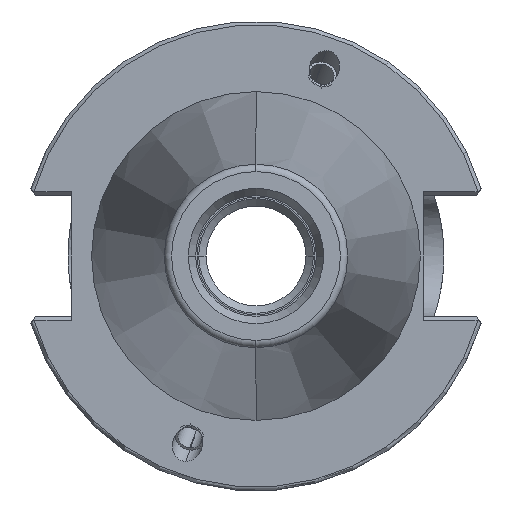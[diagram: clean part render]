
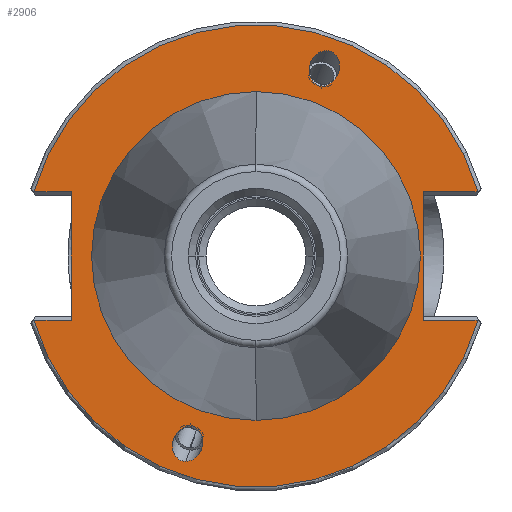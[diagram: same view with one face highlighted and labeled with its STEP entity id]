
A CAD part, left-side view. The second image highlights one B-rep face of the part: STEP entity #2906.
In plain terms, the highlighted planar face has unit normal (-1, 0, 0).
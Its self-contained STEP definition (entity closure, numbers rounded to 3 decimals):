
#116=CARTESIAN_POINT('',(3.175,0.,0.));
#117=DIRECTION('',(1.,0.,0.));
#118=DIRECTION('',(0.,1.,0.));
#119=AXIS2_PLACEMENT_3D('',#116,#117,#118);
#121=CARTESIAN_POINT('',(3.175,0.,0.));
#122=DIRECTION('',(1.,0.,0.));
#123=DIRECTION('',(0.,-1.,0.));
#124=AXIS2_PLACEMENT_3D('',#121,#122,#123);
#126=CARTESIAN_POINT('',(3.175,9.498,-27.766));
#127=CARTESIAN_POINT('',(3.175,9.257,-27.766));
#128=CARTESIAN_POINT('',(3.175,8.727,-27.663));
#129=CARTESIAN_POINT('',(3.175,7.941,-27.117));
#130=CARTESIAN_POINT('',(3.175,7.379,-26.257));
#131=CARTESIAN_POINT('',(3.175,7.151,-25.372));
#132=CARTESIAN_POINT('',(3.175,7.185,-24.486));
#133=CARTESIAN_POINT('',(3.175,7.557,-23.627));
#134=CARTESIAN_POINT('',(3.175,8.223,-23.08));
#135=CARTESIAN_POINT('',(3.175,8.731,-22.978));
#136=CARTESIAN_POINT('',(3.175,8.971,-22.978));
#138=CARTESIAN_POINT('',(3.175,8.971,-22.978));
#139=CARTESIAN_POINT('',(3.175,9.212,-22.978));
#140=CARTESIAN_POINT('',(3.175,9.742,-23.08));
#141=CARTESIAN_POINT('',(3.175,10.528,-23.627));
#142=CARTESIAN_POINT('',(3.175,11.09,-24.486));
#143=CARTESIAN_POINT('',(3.175,11.318,-25.372));
#144=CARTESIAN_POINT('',(3.175,11.284,-26.257));
#145=CARTESIAN_POINT('',(3.175,10.912,-27.117));
#146=CARTESIAN_POINT('',(3.175,10.246,-27.663));
#147=CARTESIAN_POINT('',(3.175,9.738,-27.766));
#148=CARTESIAN_POINT('',(3.175,9.498,-27.766));
#150=CARTESIAN_POINT('',(3.175,-9.498,27.766));
#151=CARTESIAN_POINT('',(3.175,-9.257,27.766));
#152=CARTESIAN_POINT('',(3.175,-8.727,27.663));
#153=CARTESIAN_POINT('',(3.175,-7.941,27.117));
#154=CARTESIAN_POINT('',(3.175,-7.379,26.257));
#155=CARTESIAN_POINT('',(3.175,-7.151,25.372));
#156=CARTESIAN_POINT('',(3.175,-7.185,24.486));
#157=CARTESIAN_POINT('',(3.175,-7.557,23.627));
#158=CARTESIAN_POINT('',(3.175,-8.223,23.08));
#159=CARTESIAN_POINT('',(3.175,-8.731,22.978));
#160=CARTESIAN_POINT('',(3.175,-8.971,22.978));
#162=CARTESIAN_POINT('',(3.175,-8.971,22.978));
#163=CARTESIAN_POINT('',(3.175,-9.212,22.978));
#164=CARTESIAN_POINT('',(3.175,-9.742,23.08));
#165=CARTESIAN_POINT('',(3.175,-10.528,23.627));
#166=CARTESIAN_POINT('',(3.175,-11.09,24.486));
#167=CARTESIAN_POINT('',(3.175,-11.318,25.372));
#168=CARTESIAN_POINT('',(3.175,-11.284,26.257));
#169=CARTESIAN_POINT('',(3.175,-10.912,27.117));
#170=CARTESIAN_POINT('',(3.175,-10.246,27.663));
#171=CARTESIAN_POINT('',(3.175,-9.738,27.766));
#172=CARTESIAN_POINT('',(3.175,-9.498,27.766));
#174=DIRECTION('',(0.,-1.,0.));
#175=VECTOR('',#174,5.017);
#176=CARTESIAN_POINT('',(3.175,30.017,8.69));
#177=LINE('',#176,#175);
#178=DIRECTION('',(0.,-1.,0.));
#179=VECTOR('',#178,7.417);
#180=CARTESIAN_POINT('',(3.175,-22.6,8.69));
#181=LINE('',#180,#179);
#182=DIRECTION('',(0.,1.,0.));
#183=VECTOR('',#182,7.417);
#184=CARTESIAN_POINT('',(3.175,-30.017,-8.69));
#185=LINE('',#184,#183);
#186=DIRECTION('',(0.,1.,0.));
#187=VECTOR('',#186,5.017);
#188=CARTESIAN_POINT('',(3.175,25.,-8.69));
#189=LINE('',#188,#187);
#632=CARTESIAN_POINT('',(3.175,0.,0.));
#633=DIRECTION('',(-1.,0.,0.));
#634=DIRECTION('',(0.,-0.961,0.278));
#635=AXIS2_PLACEMENT_3D('',#632,#633,#634);
#1201=DIRECTION('',(0.,0.,-1.));
#1202=VECTOR('',#1201,17.38);
#1203=CARTESIAN_POINT('',(3.175,25.,8.69));
#1204=LINE('',#1203,#1202);
#1275=CARTESIAN_POINT('',(3.175,0.,0.));
#1276=DIRECTION('',(-1.,0.,0.));
#1277=DIRECTION('',(0.,0.961,-0.278));
#1278=AXIS2_PLACEMENT_3D('',#1275,#1276,#1277);
#2318=DIRECTION('',(0.,0.,1.));
#2319=VECTOR('',#2318,17.38);
#2320=CARTESIAN_POINT('',(3.175,-22.6,-8.69));
#2321=LINE('',#2320,#2319);
#2404=CARTESIAN_POINT('',(3.175,22.2,0.));
#2405=CARTESIAN_POINT('',(3.175,-22.2,0.));
#2406=VERTEX_POINT('',#2404);
#2407=VERTEX_POINT('',#2405);
#2470=VERTEX_POINT('',#126);
#2471=VERTEX_POINT('',#136);
#2504=CARTESIAN_POINT('',(3.175,30.017,8.69));
#2505=CARTESIAN_POINT('',(3.175,25.,8.69));
#2506=VERTEX_POINT('',#2504);
#2507=VERTEX_POINT('',#2505);
#2512=CARTESIAN_POINT('',(3.175,25.,-8.69));
#2513=CARTESIAN_POINT('',(3.175,30.017,-8.69));
#2514=VERTEX_POINT('',#2512);
#2515=VERTEX_POINT('',#2513);
#2520=CARTESIAN_POINT('',(3.175,-22.6,8.69));
#2521=CARTESIAN_POINT('',(3.175,-30.017,8.69));
#2522=VERTEX_POINT('',#2520);
#2523=VERTEX_POINT('',#2521);
#2528=CARTESIAN_POINT('',(3.175,-30.017,
-8.69));
#2529=CARTESIAN_POINT('',(3.175,-22.6,-8.69));
#2530=VERTEX_POINT('',#2528);
#2531=VERTEX_POINT('',#2529);
#2550=CARTESIAN_POINT('',(3.175,-9.498,27.766));
#2551=VERTEX_POINT('',#2550);
#2552=CARTESIAN_POINT('',(3.175,-8.971,22.978));
#2553=VERTEX_POINT('',#2552);
#2867=CARTESIAN_POINT('',(3.175,0.,0.));
#2868=DIRECTION('',(1.,0.,0.));
#2869=DIRECTION('',(0.,0.,1.));
#2870=AXIS2_PLACEMENT_3D('',#2867,#2868,#2869);
#2871=PLANE('',#2870);
#2873=ORIENTED_EDGE('',*,*,#2872,.F.);
#2875=ORIENTED_EDGE('',*,*,#2874,.F.);
#2877=ORIENTED_EDGE('',*,*,#2876,.F.);
#2879=ORIENTED_EDGE('',*,*,#2878,.F.);
#2881=ORIENTED_EDGE('',*,*,#2880,.F.);
#2883=ORIENTED_EDGE('',*,*,#2882,.F.);
#2885=ORIENTED_EDGE('',*,*,#2884,.F.);
#2887=ORIENTED_EDGE('',*,*,#2886,.F.);
#2888=EDGE_LOOP('',(#2873,#2875,#2877,#2879,#2881,#2883,#2885,#2887));
#2889=FACE_OUTER_BOUND('',#2888,.F.);
#2891=ORIENTED_EDGE('',*,*,#2890,.T.);
#2893=ORIENTED_EDGE('',*,*,#2892,.T.);
#2894=EDGE_LOOP('',(#2891,#2893));
#2895=FACE_BOUND('',#2894,.F.);
#2897=ORIENTED_EDGE('',*,*,#2896,.T.);
#2899=ORIENTED_EDGE('',*,*,#2898,.T.);
#2900=EDGE_LOOP('',(#2897,#2899));
#2901=FACE_BOUND('',#2900,.F.);
#2902=ORIENTED_EDGE('',*,*,#2820,.F.);
#2903=ORIENTED_EDGE('',*,*,#2835,.F.);
#2904=EDGE_LOOP('',(#2902,#2903));
#2905=FACE_BOUND('',#2904,.F.);
#2906=ADVANCED_FACE('',(#2889,#2895,#2901,#2905),#2871,.F.);
#120=CIRCLE('',#119,22.2);
#125=CIRCLE('',#124,22.2);
#137=B_SPLINE_CURVE_WITH_KNOTS('',3,(#126,#127,#128,#129,#130,#131,#132,#133,
#134,#135,#136),.UNSPECIFIED.,.F.,.F.,(4,1,1,1,1,1,1,1,4),(0.,0.125,0.25,
0.375,0.5,0.625,0.75,0.875,1.),.UNSPECIFIED.);
#149=B_SPLINE_CURVE_WITH_KNOTS('',3,(#138,#139,#140,#141,#142,#143,#144,#145,
#146,#147,#148),.UNSPECIFIED.,.F.,.F.,(4,1,1,1,1,1,1,1,4),(0.,0.125,0.25,
0.375,0.5,0.625,0.75,0.875,1.),.UNSPECIFIED.);
#161=B_SPLINE_CURVE_WITH_KNOTS('',3,(#150,#151,#152,#153,#154,#155,#156,#157,
#158,#159,#160),.UNSPECIFIED.,.F.,.F.,(4,1,1,1,1,1,1,1,4),(0.,0.125,0.25,
0.375,0.5,0.625,0.75,0.875,1.),.UNSPECIFIED.);
#173=B_SPLINE_CURVE_WITH_KNOTS('',3,(#162,#163,#164,#165,#166,#167,#168,#169,
#170,#171,#172),.UNSPECIFIED.,.F.,.F.,(4,1,1,1,1,1,1,1,4),(0.,0.125,0.25,
0.375,0.5,0.625,0.75,0.875,1.),.UNSPECIFIED.);
#636=CIRCLE('',#635,31.25);
#1279=CIRCLE('',#1278,31.25);
#2820=EDGE_CURVE('',#2406,#2407,#120,.T.);
#2835=EDGE_CURVE('',#2407,#2406,#125,.T.);
#2872=EDGE_CURVE('',#2506,#2507,#177,.T.);
#2874=EDGE_CURVE('',#2523,#2506,#636,.T.);
#2876=EDGE_CURVE('',#2522,#2523,#181,.T.);
#2878=EDGE_CURVE('',#2531,#2522,#2321,.T.);
#2880=EDGE_CURVE('',#2530,#2531,#185,.T.);
#2882=EDGE_CURVE('',#2515,#2530,#1279,.T.);
#2884=EDGE_CURVE('',#2514,#2515,#189,.T.);
#2886=EDGE_CURVE('',#2507,#2514,#1204,.T.);
#2890=EDGE_CURVE('',#2470,#2471,#137,.T.);
#2892=EDGE_CURVE('',#2471,#2470,#149,.T.);
#2896=EDGE_CURVE('',#2551,#2553,#161,.T.);
#2898=EDGE_CURVE('',#2553,#2551,#173,.T.);
